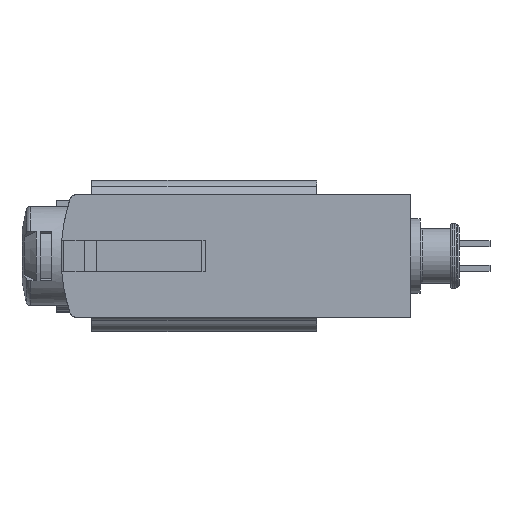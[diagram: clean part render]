
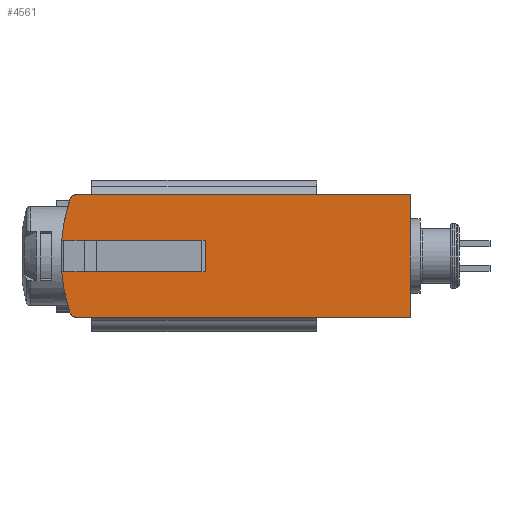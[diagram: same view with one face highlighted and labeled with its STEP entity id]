
A CAD part, left-side view. The second image highlights one B-rep face of the part: STEP entity #4561.
In plain terms, the highlighted planar face has unit normal (-1, 0, 0).
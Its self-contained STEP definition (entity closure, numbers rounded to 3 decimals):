
#40=PLANE('',#5002);
#345=CIRCLE('',#4812,15.);
#348=CIRCLE('',#4815,15.);
#398=CIRCLE('',#4958,0.5);
#415=CIRCLE('',#5003,0.5);
#533=LINE('',#7221,#958);
#554=LINE('',#7277,#979);
#570=LINE('',#7352,#995);
#571=LINE('',#7354,#996);
#572=LINE('',#7357,#997);
#573=LINE('',#7359,#998);
#958=VECTOR('',#5663,1000.);
#979=VECTOR('',#5712,1000.);
#995=VECTOR('',#5792,1000.);
#996=VECTOR('',#5795,1000.);
#997=VECTOR('',#5796,1000.);
#998=VECTOR('',#5799,1000.);
#1635=ORIENTED_EDGE('',*,*,#2947,.T.);
#1636=ORIENTED_EDGE('',*,*,#2948,.T.);
#1637=ORIENTED_EDGE('',*,*,#2683,.F.);
#1638=ORIENTED_EDGE('',*,*,#2884,.F.);
#1639=ORIENTED_EDGE('',*,*,#2881,.T.);
#1640=ORIENTED_EDGE('',*,*,#2946,.T.);
#1641=ORIENTED_EDGE('',*,*,#2909,.F.);
#1642=ORIENTED_EDGE('',*,*,#2949,.F.);
#1643=ORIENTED_EDGE('',*,*,#2686,.F.);
#1644=ORIENTED_EDGE('',*,*,#2950,.F.);
#2683=EDGE_CURVE('',#3359,#3360,#345,.T.);
#2686=EDGE_CURVE('',#3362,#3363,#348,.T.);
#2881=EDGE_CURVE('',#3553,#3552,#533,.T.);
#2884=EDGE_CURVE('',#3553,#3359,#398,.T.);
#2909=EDGE_CURVE('',#3573,#3574,#554,.T.);
#2946=EDGE_CURVE('',#3552,#3574,#570,.T.);
#2947=EDGE_CURVE('',#3593,#3594,#571,.T.);
#2948=EDGE_CURVE('',#3594,#3360,#572,.T.);
#2949=EDGE_CURVE('',#3363,#3573,#415,.T.);
#2950=EDGE_CURVE('',#3593,#3362,#573,.T.);
#3359=VERTEX_POINT('',#6770);
#3360=VERTEX_POINT('',#6772);
#3362=VERTEX_POINT('',#6776);
#3363=VERTEX_POINT('',#6778);
#3552=VERTEX_POINT('',#7220);
#3553=VERTEX_POINT('',#7222);
#3573=VERTEX_POINT('',#7276);
#3574=VERTEX_POINT('',#7278);
#3593=VERTEX_POINT('',#7355);
#3594=VERTEX_POINT('',#7356);
#3882=EDGE_LOOP('',(#1635,#1636,#1637,#1638,#1639,#1640,#1641,#1642,#1643,
#1644));
#4207=FACE_BOUND('',#3882,.T.);
#4561=ADVANCED_FACE('',(#4207),#40,.F.);
#4812=AXIS2_PLACEMENT_3D('',#6771,#5321,#5322);
#4815=AXIS2_PLACEMENT_3D('',#6777,#5327,#5328);
#4958=AXIS2_PLACEMENT_3D('',#7226,#5669,#5670);
#5002=AXIS2_PLACEMENT_3D('',#7353,#5793,#5794);
#5003=AXIS2_PLACEMENT_3D('',#7358,#5797,#5798);
#5321=DIRECTION('',(1.,0.,0.));
#5322=DIRECTION('',(0.,0.,-1.));
#5327=DIRECTION('',(1.,0.,0.));
#5328=DIRECTION('',(0.,0.,-1.));
#5663=DIRECTION('',(0.,-1.,0.));
#5669=DIRECTION('',(1.,0.,0.));
#5670=DIRECTION('',(0.,0.,-1.));
#5712=DIRECTION('',(0.,-1.,0.));
#5792=DIRECTION('',(0.,0.,1.));
#5793=DIRECTION('',(1.,0.,0.));
#5794=DIRECTION('',(0.,0.,-1.));
#5795=DIRECTION('',(0.,0.,-1.));
#5796=DIRECTION('',(0.,1.,0.));
#5797=DIRECTION('',(1.,0.,0.));
#5798=DIRECTION('',(0.,0.,-1.));
#5799=DIRECTION('',(0.,1.,0.));
#6770=CARTESIAN_POINT('',(-102.4,20.109,-4.655));
#6771=CARTESIAN_POINT('',(-102.4,5.85,0.));
#6772=CARTESIAN_POINT('',(-102.4,20.794,-1.3));
#6776=CARTESIAN_POINT('',(-102.4,20.794,1.3));
#6777=CARTESIAN_POINT('',(-102.4,5.85,0.));
#6778=CARTESIAN_POINT('',(-102.4,20.109,4.655));
#7220=CARTESIAN_POINT('',(-102.4,-7.65,-5.));
#7221=CARTESIAN_POINT('',(-102.4,23.,-5.));
#7222=CARTESIAN_POINT('',(-102.4,19.634,-5.));
#7226=CARTESIAN_POINT('',(-102.4,19.634,-4.5));
#7276=CARTESIAN_POINT('',(-102.4,19.634,5.));
#7277=CARTESIAN_POINT('',(-102.4,23.,5.));
#7278=CARTESIAN_POINT('',(-102.4,-7.65,5.));
#7352=CARTESIAN_POINT('',(-102.4,-7.65,-5.));
#7353=CARTESIAN_POINT('',(-102.4,23.,-5.));
#7354=CARTESIAN_POINT('',(-102.4,9.05,1.3));
#7355=CARTESIAN_POINT('',(-102.4,9.05,1.3));
#7356=CARTESIAN_POINT('',(-102.4,9.05,-1.3));
#7357=CARTESIAN_POINT('',(-102.4,9.05,-1.3));
#7358=CARTESIAN_POINT('',(-102.4,19.634,4.5));
#7359=CARTESIAN_POINT('',(-102.4,9.05,1.3));
